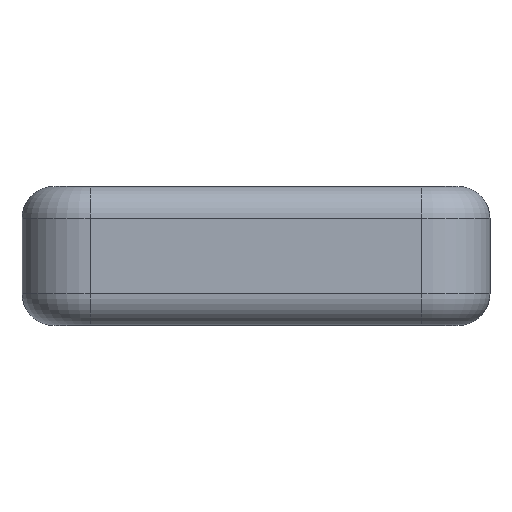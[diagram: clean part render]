
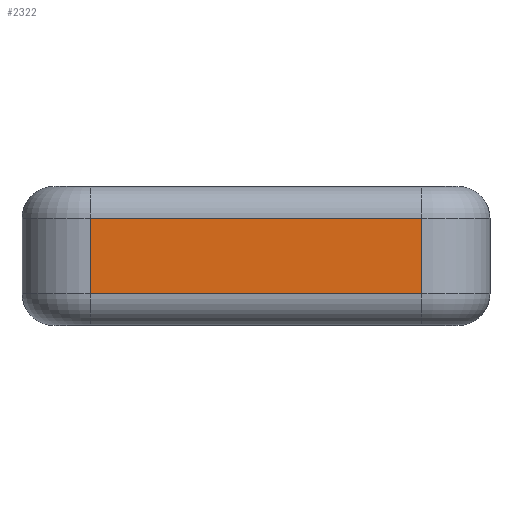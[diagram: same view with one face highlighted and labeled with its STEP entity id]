
A CAD part, left-side view. The second image highlights one B-rep face of the part: STEP entity #2322.
In plain terms, the highlighted planar face has unit normal (-1, 0, 0).
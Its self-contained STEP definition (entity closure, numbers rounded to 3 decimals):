
#1362 = VERTEX_POINT('',#1363);
#1363 = CARTESIAN_POINT('',(-48.7,15.,2.9));
#1605 = VERTEX_POINT('',#1606);
#1606 = CARTESIAN_POINT('',(-48.7,-15.,2.9));
#1613 = EDGE_CURVE('',#1605,#1362,#1614,.T.);
#1614 = LINE('',#1615,#1616);
#1615 = CARTESIAN_POINT('',(-48.7,-15.,2.9));
#1616 = VECTOR('',#1617,1.);
#1617 = DIRECTION('',(0.,1.,0.));
#1988 = VERTEX_POINT('',#1989);
#1989 = CARTESIAN_POINT('',(-48.7,15.,9.7));
#2016 = VERTEX_POINT('',#2017);
#2017 = CARTESIAN_POINT('',(-48.7,-15.,9.7));
#2040 = EDGE_CURVE('',#2016,#1988,#2041,.T.);
#2041 = LINE('',#2042,#2043);
#2042 = CARTESIAN_POINT('',(-48.7,-15.,9.7));
#2043 = VECTOR('',#2044,1.);
#2044 = DIRECTION('',(0.,1.,0.));
#2311 = EDGE_CURVE('',#1362,#1988,#2312,.T.);
#2312 = LINE('',#2313,#2314);
#2313 = CARTESIAN_POINT('',(-48.7,15.,0.));
#2314 = VECTOR('',#2315,1.);
#2315 = DIRECTION('',(0.,0.,1.));
#2322 = ADVANCED_FACE('',(#2323),#2334,.T.);
#2323 = FACE_BOUND('',#2324,.T.);
#2324 = EDGE_LOOP('',(#2325,#2331,#2332,#2333));
#2325 = ORIENTED_EDGE('',*,*,#2326,.T.);
#2326 = EDGE_CURVE('',#1605,#2016,#2327,.T.);
#2327 = LINE('',#2328,#2329);
#2328 = CARTESIAN_POINT('',(-48.7,-15.,0.));
#2329 = VECTOR('',#2330,1.);
#2330 = DIRECTION('',(0.,0.,1.));
#2331 = ORIENTED_EDGE('',*,*,#2040,.T.);
#2332 = ORIENTED_EDGE('',*,*,#2311,.F.);
#2333 = ORIENTED_EDGE('',*,*,#1613,.F.);
#2334 = PLANE('',#2335);
#2335 = AXIS2_PLACEMENT_3D('',#2336,#2337,#2338);
#2336 = CARTESIAN_POINT('',(-48.7,-15.,0.));
#2337 = DIRECTION('',(-1.,0.,0.));
#2338 = DIRECTION('',(0.,1.,0.));
